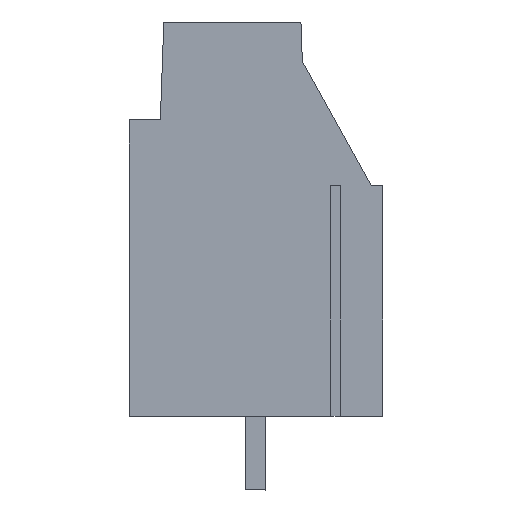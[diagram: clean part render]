
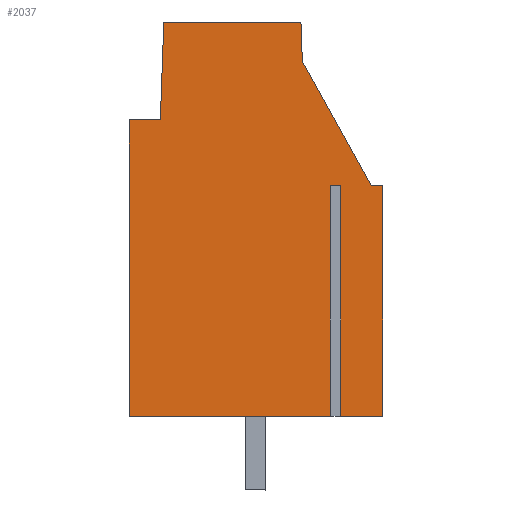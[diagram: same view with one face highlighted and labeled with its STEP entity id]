
A CAD part, left-side view. The second image highlights one B-rep face of the part: STEP entity #2037.
In plain terms, the highlighted planar face has unit normal (-1, 0, 0).
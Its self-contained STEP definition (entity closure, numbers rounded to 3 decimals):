
#1947=AXIS2_PLACEMENT_3D('Plane Axis2P3D',#1944,#1945,#1946) ;
#891=CARTESIAN_POINT('Line Origine',(0.,6.638,3.2)) ;
#895=CARTESIAN_POINT('Vertex',(0.,11.,3.2)) ;
#897=CARTESIAN_POINT('Vertex',(0.,2.275,3.2)) ;
#974=CARTESIAN_POINT('Vertex',(0.,0.,3.2)) ;
#977=CARTESIAN_POINT('Line Origine',(0.,0.912,3.2)) ;
#981=CARTESIAN_POINT('Vertex',(0.,1.825,3.2)) ;
#1944=CARTESIAN_POINT('Axis2P3D Location',(0.,11.,0.)) ;
#1949=CARTESIAN_POINT('Line Origine',(0.,0.,8.2)) ;
#1953=CARTESIAN_POINT('Vertex',(0.,0.,13.2)) ;
#1956=CARTESIAN_POINT('Line Origine',(0.,0.25,13.2)) ;
#1960=CARTESIAN_POINT('Vertex',(0.,0.5,13.2)) ;
#1963=CARTESIAN_POINT('Line Origine',(0.,1.995,15.896)) ;
#1967=CARTESIAN_POINT('Vertex',(0.,3.49,18.592)) ;
#1970=CARTESIAN_POINT('Line Origine',(0.,3.52,19.446)) ;
#1974=CARTESIAN_POINT('Vertex',(0.,3.55,20.3)) ;
#1977=CARTESIAN_POINT('Line Origine',(0.,6.525,20.3)) ;
#1981=CARTESIAN_POINT('Vertex',(0.,9.5,20.3)) ;
#1984=CARTESIAN_POINT('Line Origine',(0.,9.574,18.175)) ;
#1988=CARTESIAN_POINT('Vertex',(0.,9.648,16.05)) ;
#1991=CARTESIAN_POINT('Line Origine',(0.,10.324,16.05)) ;
#1995=CARTESIAN_POINT('Vertex',(0.,11.,16.05)) ;
#1998=CARTESIAN_POINT('Line Origine',(0.,11.,9.625)) ;
#2003=CARTESIAN_POINT('Line Origine',(0.,2.275,8.2)) ;
#2007=CARTESIAN_POINT('Vertex',(0.,2.275,13.2)) ;
#2010=CARTESIAN_POINT('Line Origine',(0.,2.05,13.2)) ;
#2014=CARTESIAN_POINT('Vertex',(0.,1.825,13.2)) ;
#2017=CARTESIAN_POINT('Line Origine',(0.,1.825,8.2)) ;
#892=DIRECTION('Vector Direction',(0.,1.,0.)) ;
#978=DIRECTION('Vector Direction',(0.,1.,0.)) ;
#1945=DIRECTION('Axis2P3D Direction',(-1.,0.,0.)) ;
#1946=DIRECTION('Axis2P3D XDirection',(0.,-1.,0.)) ;
#1950=DIRECTION('Vector Direction',(0.,0.,-1.)) ;
#1957=DIRECTION('Vector Direction',(0.,-1.,0.)) ;
#1964=DIRECTION('Vector Direction',(0.,-0.485,-0.875)) ;
#1971=DIRECTION('Vector Direction',(0.,0.035,0.999)) ;
#1978=DIRECTION('Vector Direction',(0.,-1.,0.)) ;
#1985=DIRECTION('Vector Direction',(0.,0.035,-0.999)) ;
#1992=DIRECTION('Vector Direction',(0.,-1.,0.)) ;
#1999=DIRECTION('Vector Direction',(0.,0.,1.)) ;
#2004=DIRECTION('Vector Direction',(0.,0.,1.)) ;
#2011=DIRECTION('Vector Direction',(0.,-1.,0.)) ;
#2018=DIRECTION('Vector Direction',(0.,0.,1.)) ;
#893=VECTOR('Line Direction',#892,1.) ;
#979=VECTOR('Line Direction',#978,1.) ;
#1951=VECTOR('Line Direction',#1950,1.) ;
#1958=VECTOR('Line Direction',#1957,1.) ;
#1965=VECTOR('Line Direction',#1964,1.) ;
#1972=VECTOR('Line Direction',#1971,1.) ;
#1979=VECTOR('Line Direction',#1978,1.) ;
#1986=VECTOR('Line Direction',#1985,1.) ;
#1993=VECTOR('Line Direction',#1992,1.) ;
#2000=VECTOR('Line Direction',#1999,1.) ;
#2005=VECTOR('Line Direction',#2004,1.) ;
#2012=VECTOR('Line Direction',#2011,1.) ;
#2019=VECTOR('Line Direction',#2018,1.) ;
#2023=ORIENTED_EDGE('',*,*,#983,.T.) ;
#2024=ORIENTED_EDGE('',*,*,#1955,.T.) ;
#2025=ORIENTED_EDGE('',*,*,#1962,.T.) ;
#2026=ORIENTED_EDGE('',*,*,#1969,.T.) ;
#2027=ORIENTED_EDGE('',*,*,#1976,.T.) ;
#2028=ORIENTED_EDGE('',*,*,#1983,.T.) ;
#2029=ORIENTED_EDGE('',*,*,#1990,.T.) ;
#2030=ORIENTED_EDGE('',*,*,#1997,.T.) ;
#2031=ORIENTED_EDGE('',*,*,#2002,.T.) ;
#2032=ORIENTED_EDGE('',*,*,#899,.T.) ;
#2033=ORIENTED_EDGE('',*,*,#2009,.T.) ;
#2034=ORIENTED_EDGE('',*,*,#2016,.F.) ;
#2035=ORIENTED_EDGE('',*,*,#2021,.F.) ;
#2037=ADVANCED_FACE('KLSC M3x6.3.1',(#2036),#1948,.T.) ;
#899=EDGE_CURVE('',#896,#898,#894,.F.) ;
#983=EDGE_CURVE('',#982,#975,#980,.F.) ;
#1955=EDGE_CURVE('',#975,#1954,#1952,.F.) ;
#1962=EDGE_CURVE('',#1954,#1961,#1959,.F.) ;
#1969=EDGE_CURVE('',#1961,#1968,#1966,.F.) ;
#1976=EDGE_CURVE('',#1968,#1975,#1973,.T.) ;
#1983=EDGE_CURVE('',#1975,#1982,#1980,.F.) ;
#1990=EDGE_CURVE('',#1982,#1989,#1987,.T.) ;
#1997=EDGE_CURVE('',#1989,#1996,#1994,.F.) ;
#2002=EDGE_CURVE('',#1996,#896,#2001,.F.) ;
#2009=EDGE_CURVE('',#898,#2008,#2006,.T.) ;
#2016=EDGE_CURVE('',#2015,#2008,#2013,.F.) ;
#2021=EDGE_CURVE('',#982,#2015,#2020,.T.) ;
#2022=EDGE_LOOP('',(#2023,#2024,#2025,#2026,#2027,#2028,#2029,#2030,#2031,#2032,#2033,#2034,#2035)) ;
#2036=FACE_OUTER_BOUND('',#2022,.T.) ;
#894=LINE('Line',#891,#893) ;
#980=LINE('Line',#977,#979) ;
#1952=LINE('Line',#1949,#1951) ;
#1959=LINE('Line',#1956,#1958) ;
#1966=LINE('Line',#1963,#1965) ;
#1973=LINE('Line',#1970,#1972) ;
#1980=LINE('Line',#1977,#1979) ;
#1987=LINE('Line',#1984,#1986) ;
#1994=LINE('Line',#1991,#1993) ;
#2001=LINE('Line',#1998,#2000) ;
#2006=LINE('Line',#2003,#2005) ;
#2013=LINE('Line',#2010,#2012) ;
#2020=LINE('Line',#2017,#2019) ;
#1948=PLANE('',#1947) ;
#896=VERTEX_POINT('',#895) ;
#898=VERTEX_POINT('',#897) ;
#975=VERTEX_POINT('',#974) ;
#982=VERTEX_POINT('',#981) ;
#1954=VERTEX_POINT('',#1953) ;
#1961=VERTEX_POINT('',#1960) ;
#1968=VERTEX_POINT('',#1967) ;
#1975=VERTEX_POINT('',#1974) ;
#1982=VERTEX_POINT('',#1981) ;
#1989=VERTEX_POINT('',#1988) ;
#1996=VERTEX_POINT('',#1995) ;
#2008=VERTEX_POINT('',#2007) ;
#2015=VERTEX_POINT('',#2014) ;
